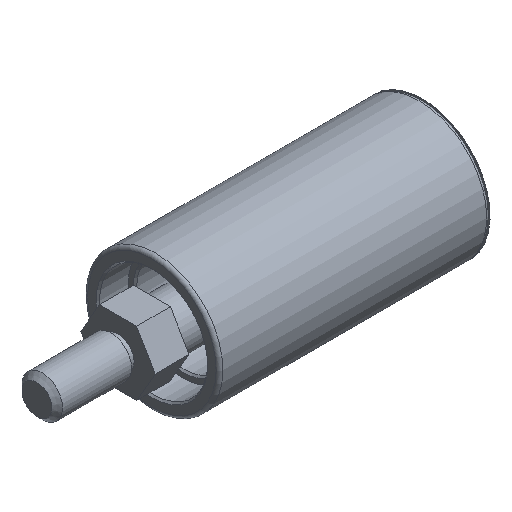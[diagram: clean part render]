
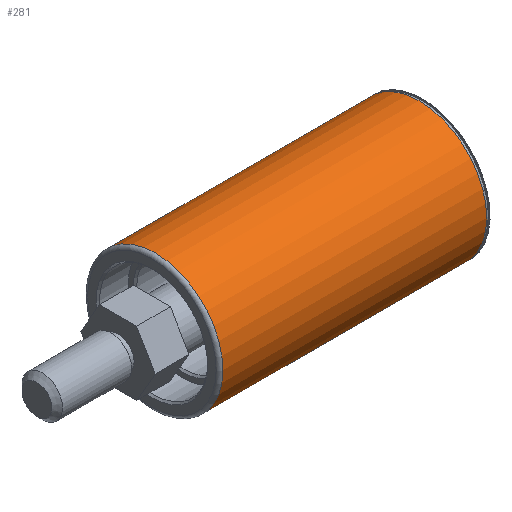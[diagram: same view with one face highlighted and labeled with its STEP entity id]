
A CAD part, isometric view. The second image highlights one B-rep face of the part: STEP entity #281.
In plain terms, the highlighted cylindrical face has radius 20 mm (diameter 40 mm), a full revolution.
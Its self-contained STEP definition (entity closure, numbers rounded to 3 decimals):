
#9 = DIRECTION ( 'NONE',  ( 0., 0., 1. ) ) ;
#24 = ORIENTED_EDGE ( 'NONE', *, *, #473, .T. ) ;
#30 = EDGE_LOOP ( 'NONE', ( #24 ) ) ;
#42 = DIRECTION ( 'NONE',  ( -1., 0., 0. ) ) ;
#70 = AXIS2_PLACEMENT_3D ( 'NONE', #628, #480, #532 ) ;
#99 = CARTESIAN_POINT ( 'NONE',  ( 35., 0., -20. ) ) ;
#100 = CARTESIAN_POINT ( 'NONE',  ( -33.649, 0., 0. ) ) ;
#105 = EDGE_CURVE ( 'NONE', #401, #401, #624, .T. ) ;
#150 = CYLINDRICAL_SURFACE ( 'NONE', #593, 20. ) ;
#207 = CARTESIAN_POINT ( 'NONE',  ( 113., 0., 20. ) ) ;
#281 = ADVANCED_FACE ( 'NONE', ( #406, #610 ), #150, .T. ) ;
#294 = CARTESIAN_POINT ( 'NONE',  ( 113., 0., 0. ) ) ;
#349 = AXIS2_PLACEMENT_3D ( 'NONE', #294, #642, #550 ) ;
#365 = EDGE_LOOP ( 'NONE', ( #664 ) ) ;
#401 = VERTEX_POINT ( 'NONE', #99 ) ;
#406 = FACE_OUTER_BOUND ( 'NONE', #365, .T. ) ;
#410 = CIRCLE ( 'NONE', #349, 20. ) ;
#473 = EDGE_CURVE ( 'NONE', #513, #513, #410, .T. ) ;
#480 = DIRECTION ( 'NONE',  ( 1., 0., 0. ) ) ;
#513 = VERTEX_POINT ( 'NONE', #207 ) ;
#532 = DIRECTION ( 'NONE',  ( 0., 0., -1. ) ) ;
#550 = DIRECTION ( 'NONE',  ( 0., 0., 1. ) ) ;
#593 = AXIS2_PLACEMENT_3D ( 'NONE', #100, #42, #9 ) ;
#610 = FACE_OUTER_BOUND ( 'NONE', #30, .T. ) ;
#624 = CIRCLE ( 'NONE', #70, 20. ) ;
#628 = CARTESIAN_POINT ( 'NONE',  ( 35., 0., 0. ) ) ;
#642 = DIRECTION ( 'NONE',  ( -1., 0., 0. ) ) ;
#664 = ORIENTED_EDGE ( 'NONE', *, *, #105, .T. ) ;
